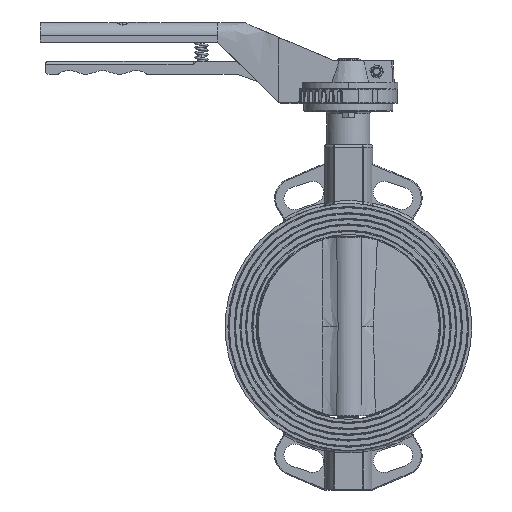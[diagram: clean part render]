
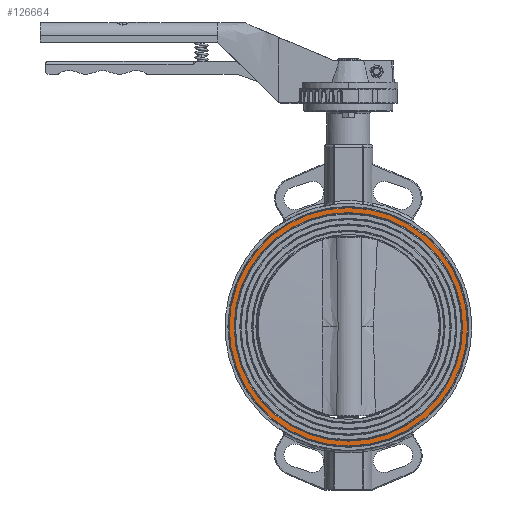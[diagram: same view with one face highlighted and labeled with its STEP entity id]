
A CAD part, front view. The second image highlights one B-rep face of the part: STEP entity #126664.
In plain terms, the highlighted planar face has unit normal (0, -1, 0).
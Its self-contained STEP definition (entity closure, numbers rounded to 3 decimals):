
#120516=CARTESIAN_POINT('',(-127.893,-30.,-0.));
#120517=VERTEX_POINT('',#120516);
#120524=CARTESIAN_POINT('',(-0.422,-30.,-0.));
#120525=DIRECTION('',(-0.,-1.,-0.));
#120526=DIRECTION('',(-1.,0.,0.));
#120527=AXIS2_PLACEMENT_3D('',#120524,#120525,#120526);
#120528=CIRCLE('',#120527,127.472);
#120529=EDGE_CURVE('',#120517,#120517,#120528,.T.);
#120542=CARTESIAN_POINT('',(121.773,-30.,-0.));
#120543=VERTEX_POINT('',#120542);
#120552=CARTESIAN_POINT('',(-0.422,-30.,-0.));
#120553=DIRECTION('',(0.,-1.,-0.));
#120554=DIRECTION('',(1.,0.,0.));
#120555=AXIS2_PLACEMENT_3D('',#120552,#120553,#120554);
#120556=CIRCLE('',#120555,122.194);
#120557=EDGE_CURVE('',#120543,#120543,#120556,.T.);
#126653=CARTESIAN_POINT('',(-0.422,-30.,122.194));
#126654=DIRECTION('',(0.,1.,0.));
#126655=DIRECTION('',(-1.,0.,0.));
#126656=AXIS2_PLACEMENT_3D('',#126653,#126654,#126655);
#126657=PLANE('',#126656);
#126658=ORIENTED_EDGE('',*,*,#120529,.T.);
#126659=EDGE_LOOP('',(#126658));
#126660=FACE_BOUND('',#126659,.T.);
#126661=ORIENTED_EDGE('',*,*,#120557,.F.);
#126662=EDGE_LOOP('',(#126661));
#126663=FACE_BOUND('',#126662,.T.);
#126664=ADVANCED_FACE('',(#126660,#126663),#126657,.F.);
